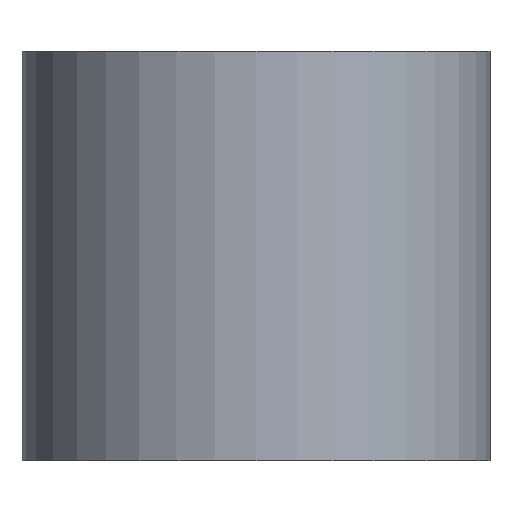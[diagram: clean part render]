
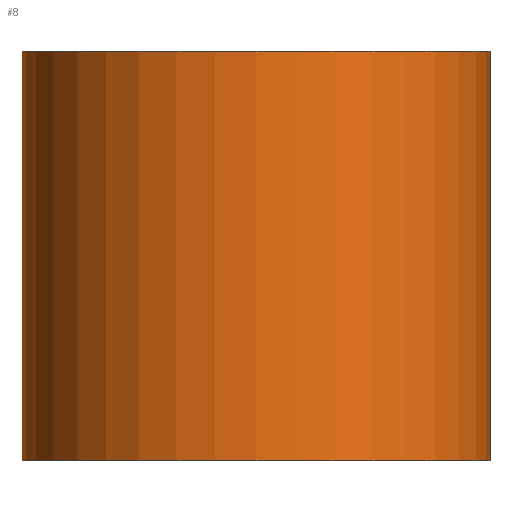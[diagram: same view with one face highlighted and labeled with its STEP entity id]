
A CAD part, front view. The second image highlights one B-rep face of the part: STEP entity #8.
In plain terms, the highlighted cylindrical face has radius 2 mm (diameter 4 mm), a partial arc.
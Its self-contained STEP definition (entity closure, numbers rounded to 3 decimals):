
#2 = CIRCLE ( 'NONE', #130, 2. ) ;
#5 = ORIENTED_EDGE ( 'NONE', *, *, #41, .T. ) ;
#8 = ADVANCED_FACE ( 'NONE', ( #43 ), #212, .T. ) ;
#10 = CARTESIAN_POINT ( 'NONE',  ( 2., 0., 3.5 ) ) ;
#11 = CARTESIAN_POINT ( 'NONE',  ( -2., 0., 3.5 ) ) ;
#28 = DIRECTION ( 'NONE',  ( -1., 0., 0. ) ) ;
#37 = CIRCLE ( 'NONE', #134, 2. ) ;
#41 = EDGE_CURVE ( 'NONE', #46, #230, #182, .T. ) ;
#43 = FACE_OUTER_BOUND ( 'NONE', #116, .T. ) ;
#44 = CARTESIAN_POINT ( 'NONE',  ( 0., 0., 3.5 ) ) ;
#46 = VERTEX_POINT ( 'NONE', #11 ) ;
#47 = CARTESIAN_POINT ( 'NONE',  ( 0., 0., 0. ) ) ;
#50 = DIRECTION ( 'NONE',  ( 1., 0., 0. ) ) ;
#54 = DIRECTION ( 'NONE',  ( 0., 0., 1. ) ) ;
#55 = EDGE_CURVE ( 'NONE', #230, #153, #2, .T. ) ;
#64 = ORIENTED_EDGE ( 'NONE', *, *, #55, .T. ) ;
#72 = CARTESIAN_POINT ( 'NONE',  ( 2., 0., 0. ) ) ;
#87 = CARTESIAN_POINT ( 'NONE',  ( 0., 0., 3.5 ) ) ;
#92 = AXIS2_PLACEMENT_3D ( 'NONE', #44, #188, #28 ) ;
#95 = VECTOR ( 'NONE', #103, 1000. ) ;
#103 = DIRECTION ( 'NONE',  ( 0., 0., -1. ) ) ;
#116 = EDGE_LOOP ( 'NONE', ( #129, #233, #5, #64 ) ) ;
#129 = ORIENTED_EDGE ( 'NONE', *, *, #222, .F. ) ;
#130 = AXIS2_PLACEMENT_3D ( 'NONE', #47, #165, #50 ) ;
#132 = VERTEX_POINT ( 'NONE', #136 ) ;
#134 = AXIS2_PLACEMENT_3D ( 'NONE', #87, #54, #184 ) ;
#136 = CARTESIAN_POINT ( 'NONE',  ( 2., 0., 3.5 ) ) ;
#141 = DIRECTION ( 'NONE',  ( 0., 0., -1. ) ) ;
#153 = VERTEX_POINT ( 'NONE', #72 ) ;
#165 = DIRECTION ( 'NONE',  ( 0., 0., 1. ) ) ;
#178 = EDGE_CURVE ( 'NONE', #46, #132, #37, .T. ) ;
#180 = CARTESIAN_POINT ( 'NONE',  ( -2., 0., 0. ) ) ;
#182 = LINE ( 'NONE', #219, #238 ) ;
#184 = DIRECTION ( 'NONE',  ( 1., 0., 0. ) ) ;
#188 = DIRECTION ( 'NONE',  ( 0., 0., -1. ) ) ;
#212 = CYLINDRICAL_SURFACE ( 'NONE', #92, 2. ) ;
#219 = CARTESIAN_POINT ( 'NONE',  ( -2., 0., 3.5 ) ) ;
#222 = EDGE_CURVE ( 'NONE', #132, #153, #239, .T. ) ;
#230 = VERTEX_POINT ( 'NONE', #180 ) ;
#233 = ORIENTED_EDGE ( 'NONE', *, *, #178, .F. ) ;
#238 = VECTOR ( 'NONE', #141, 1000. ) ;
#239 = LINE ( 'NONE', #10, #95 ) ;
